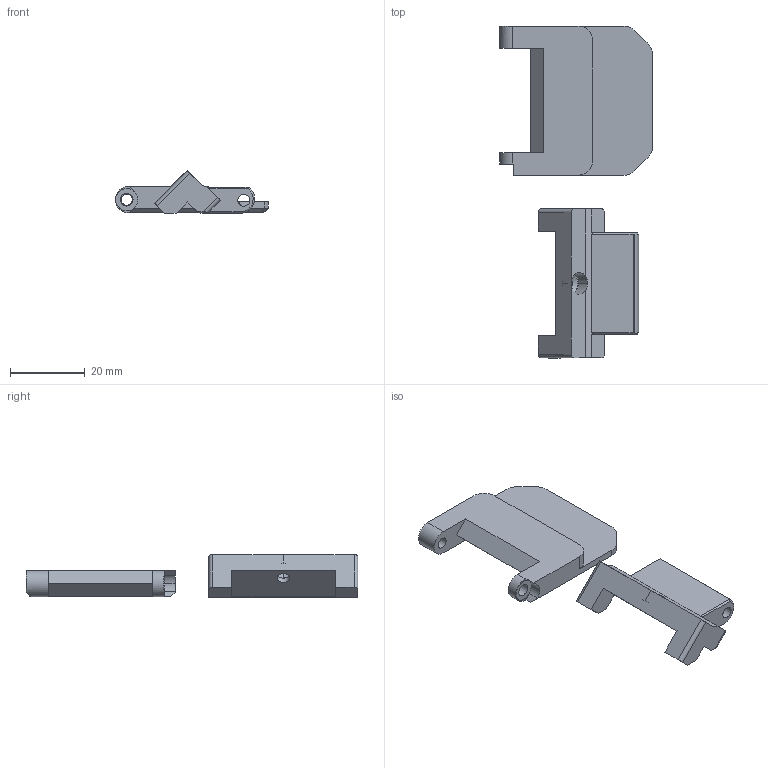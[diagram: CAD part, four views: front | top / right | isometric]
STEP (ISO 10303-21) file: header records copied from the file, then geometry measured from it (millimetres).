
FILE_DESCRIPTION(/* description */ (''),/* implementation_level */ '2;1');
FILE_NAME(/* name */ '270-Hinge-Clean v1.step',/* time_stamp */ '2021-03-10T01:14:59-06:00',/* author */ (''),/* organization */ (''),/* preprocessor_version */ 'ST-DEVELOPER v18.1',/* originating_system */ 'Autodesk Translation Framework v9.10.0.1330',/* authorisation */ '');
FILE_SCHEMA (('AUTOMOTIVE_DESIGN { 1 0 10303 214 3 1 1 }'));
Length unit declared in the file: millimetre
Products named in the file (4): 270-Hinge-Clean; face-left; face(Mirror); side-mount
Assembly tree (3 placements, depth 3):
  270-Hinge-Clean
    face-left
      face(Mirror)
    side-mount
Bounding box: 41 x 89 x 11.46 mm (x, y, z)
Volume: 11369.3 mm3; surface area: 6519.9 mm2
Topology: 2 solids, 2 shells, 114 faces, 288 edges, 181 vertices
Faces by surface type: plane 84, cylinder 21, cone 7, bspline 2
Full cylindrical faces by diameter (mm): 3 x1, 3.2 x1, 3.4 x2
Entity records: 3537 total; most frequent: CARTESIAN_POINT 646, ORIENTED_EDGE 580, DIRECTION 578, EDGE_CURVE 290, LINE 232, VECTOR 232, VERTEX_POINT 181, AXIS2_PLACEMENT_3D 173
